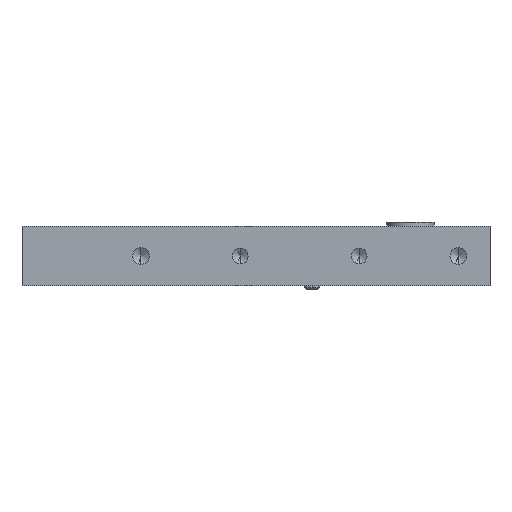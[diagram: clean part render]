
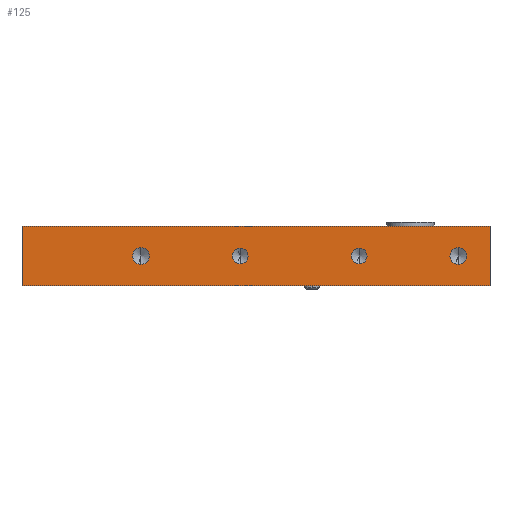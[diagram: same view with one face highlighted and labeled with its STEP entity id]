
A CAD part, front view. The second image highlights one B-rep face of the part: STEP entity #125.
In plain terms, the highlighted planar face has unit normal (0, -1, 0).
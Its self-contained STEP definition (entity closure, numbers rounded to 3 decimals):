
#38 = CARTESIAN_POINT ( 'NONE',  ( 33., -50.6, 7.5 ) ) ;
#44 = DIRECTION ( 'NONE',  ( 0., 0., -1. ) ) ;
#50 = EDGE_CURVE ( 'NONE', #429, #1645, #534, .T. ) ;
#85 = DIRECTION ( 'NONE',  ( 1., 0., 0. ) ) ;
#125 = ADVANCED_FACE ( 'NONE', ( #1846, #1461, #366, #1182, #2126 ), #325, .F. ) ;
#137 = DIRECTION ( 'NONE',  ( 0., -1., 0. ) ) ;
#144 = DIRECTION ( 'NONE',  ( 0., 0., -1. ) ) ;
#148 = EDGE_CURVE ( 'NONE', #1473, #816, #206, .T. ) ;
#151 = VERTEX_POINT ( 'NONE', #874 ) ;
#172 = CARTESIAN_POINT ( 'NONE',  ( -30., -50.6, 0. ) ) ;
#178 = ORIENTED_EDGE ( 'NONE', *, *, #1560, .T. ) ;
#181 = VECTOR ( 'NONE', #85, 1000. ) ;
#187 = CARTESIAN_POINT ( 'NONE',  ( -85., -50.6, 7.5 ) ) ;
#190 = CIRCLE ( 'NONE', #1690, 2.1 ) ;
#206 = LINE ( 'NONE', #187, #2238 ) ;
#253 = CARTESIAN_POINT ( 'NONE',  ( 0., -50.6, 0. ) ) ;
#270 = EDGE_LOOP ( 'NONE', ( #305, #1939 ) ) ;
#274 = EDGE_LOOP ( 'NONE', ( #1432, #394 ) ) ;
#278 = CARTESIAN_POINT ( 'NONE',  ( 25., -50.6, 0. ) ) ;
#280 = DIRECTION ( 'NONE',  ( 0., 0., -1. ) ) ;
#291 = AXIS2_PLACEMENT_3D ( 'NONE', #488, #1166, #1895 ) ;
#305 = ORIENTED_EDGE ( 'NONE', *, *, #331, .F. ) ;
#311 = CARTESIAN_POINT ( 'NONE',  ( -30., -50.6, 2. ) ) ;
#325 = PLANE ( 'NONE',  #2246 ) ;
#331 = EDGE_CURVE ( 'NONE', #675, #151, #1253, .T. ) ;
#359 = LINE ( 'NONE', #667, #1426 ) ;
#363 = ORIENTED_EDGE ( 'NONE', *, *, #1369, .F. ) ;
#366 = FACE_BOUND ( 'NONE', #487, .T. ) ;
#371 = CARTESIAN_POINT ( 'NONE',  ( 0., -50.6, 2. ) ) ;
#394 = ORIENTED_EDGE ( 'NONE', *, *, #798, .F. ) ;
#398 = VECTOR ( 'NONE', #144, 1000. ) ;
#410 = CARTESIAN_POINT ( 'NONE',  ( 25., -50.6, -2.1 ) ) ;
#429 = VERTEX_POINT ( 'NONE', #410 ) ;
#456 = AXIS2_PLACEMENT_3D ( 'NONE', #1296, #2158, #1999 ) ;
#464 = CARTESIAN_POINT ( 'NONE',  ( -55., -50.6, -2.1 ) ) ;
#487 = EDGE_LOOP ( 'NONE', ( #1138, #363 ) ) ;
#488 = CARTESIAN_POINT ( 'NONE',  ( -30., -50.6, 0. ) ) ;
#507 = DIRECTION ( 'NONE',  ( 0., 0., 1. ) ) ;
#534 = CIRCLE ( 'NONE', #1092, 2.1 ) ;
#570 = AXIS2_PLACEMENT_3D ( 'NONE', #253, #1125, #1478 ) ;
#622 = EDGE_CURVE ( 'NONE', #1934, #1543, #833, .T. ) ;
#639 = CARTESIAN_POINT ( 'NONE',  ( 25., -50.6, 0. ) ) ;
#667 = CARTESIAN_POINT ( 'NONE',  ( 33., -50.6, 7.5 ) ) ;
#675 = VERTEX_POINT ( 'NONE', #464 ) ;
#756 = CARTESIAN_POINT ( 'NONE',  ( 0., -50.6, -2. ) ) ;
#785 = EDGE_CURVE ( 'NONE', #1543, #1934, #1535, .T. ) ;
#798 = EDGE_CURVE ( 'NONE', #2174, #1387, #2115, .T. ) ;
#816 = VERTEX_POINT ( 'NONE', #38 ) ;
#827 = CARTESIAN_POINT ( 'NONE',  ( -85., -50.6, 7.5 ) ) ;
#829 = EDGE_LOOP ( 'NONE', ( #1950, #1628 ) ) ;
#833 = CIRCLE ( 'NONE', #291, 2. ) ;
#847 = CARTESIAN_POINT ( 'NONE',  ( -85., -50.6, 7.5 ) ) ;
#874 = CARTESIAN_POINT ( 'NONE',  ( -55., -50.6, 2.1 ) ) ;
#891 = DIRECTION ( 'NONE',  ( 0., 0., -1. ) ) ;
#957 = EDGE_CURVE ( 'NONE', #1387, #2174, #1315, .T. ) ;
#970 = CARTESIAN_POINT ( 'NONE',  ( -55., -50.6, 0. ) ) ;
#973 = EDGE_CURVE ( 'NONE', #1859, #2105, #1567, .T. ) ;
#992 = CARTESIAN_POINT ( 'NONE',  ( -30., -50.6, -2. ) ) ;
#1047 = DIRECTION ( 'NONE',  ( 1., 0., 0. ) ) ;
#1048 = ORIENTED_EDGE ( 'NONE', *, *, #148, .F. ) ;
#1092 = AXIS2_PLACEMENT_3D ( 'NONE', #278, #137, #1865 ) ;
#1104 = ORIENTED_EDGE ( 'NONE', *, *, #973, .T. ) ;
#1125 = DIRECTION ( 'NONE',  ( 0., -1., 0. ) ) ;
#1138 = ORIENTED_EDGE ( 'NONE', *, *, #50, .F. ) ;
#1166 = DIRECTION ( 'NONE',  ( 0., -1., 0. ) ) ;
#1182 = FACE_BOUND ( 'NONE', #270, .T. ) ;
#1251 = DIRECTION ( 'NONE',  ( 0., -1., 0. ) ) ;
#1253 = CIRCLE ( 'NONE', #456, 2.1 ) ;
#1296 = CARTESIAN_POINT ( 'NONE',  ( -55., -50.6, 0. ) ) ;
#1315 = CIRCLE ( 'NONE', #570, 2. ) ;
#1369 = EDGE_CURVE ( 'NONE', #1645, #429, #190, .T. ) ;
#1374 = DIRECTION ( 'NONE',  ( 0., 1., 0. ) ) ;
#1375 = CARTESIAN_POINT ( 'NONE',  ( 25., -50.6, 2.1 ) ) ;
#1387 = VERTEX_POINT ( 'NONE', #756 ) ;
#1396 = CARTESIAN_POINT ( 'NONE',  ( -85., -50.6, -7.5 ) ) ;
#1426 = VECTOR ( 'NONE', #2078, 1000. ) ;
#1432 = ORIENTED_EDGE ( 'NONE', *, *, #957, .F. ) ;
#1456 = CARTESIAN_POINT ( 'NONE',  ( -85., -50.6, -7.5 ) ) ;
#1461 = FACE_BOUND ( 'NONE', #829, .T. ) ;
#1473 = VERTEX_POINT ( 'NONE', #827 ) ;
#1478 = DIRECTION ( 'NONE',  ( 0., 0., -1. ) ) ;
#1500 = DIRECTION ( 'NONE',  ( 0., -1., 0. ) ) ;
#1502 = EDGE_CURVE ( 'NONE', #151, #675, #1827, .T. ) ;
#1535 = CIRCLE ( 'NONE', #1585, 2. ) ;
#1543 = VERTEX_POINT ( 'NONE', #311 ) ;
#1560 = EDGE_CURVE ( 'NONE', #1473, #1859, #2244, .T. ) ;
#1567 = LINE ( 'NONE', #1456, #181 ) ;
#1577 = CARTESIAN_POINT ( 'NONE',  ( 33., -50.6, -7.5 ) ) ;
#1585 = AXIS2_PLACEMENT_3D ( 'NONE', #172, #1947, #891 ) ;
#1628 = ORIENTED_EDGE ( 'NONE', *, *, #785, .F. ) ;
#1645 = VERTEX_POINT ( 'NONE', #1375 ) ;
#1667 = ORIENTED_EDGE ( 'NONE', *, *, #2067, .F. ) ;
#1672 = EDGE_LOOP ( 'NONE', ( #1104, #1667, #1048, #178 ) ) ;
#1673 = DIRECTION ( 'NONE',  ( 0., 0., -1. ) ) ;
#1690 = AXIS2_PLACEMENT_3D ( 'NONE', #639, #1866, #280 ) ;
#1800 = CARTESIAN_POINT ( 'NONE',  ( 0., -50.6, 0. ) ) ;
#1814 = AXIS2_PLACEMENT_3D ( 'NONE', #970, #1500, #1673 ) ;
#1827 = CIRCLE ( 'NONE', #1814, 2.1 ) ;
#1846 = FACE_BOUND ( 'NONE', #274, .T. ) ;
#1859 = VERTEX_POINT ( 'NONE', #1396 ) ;
#1865 = DIRECTION ( 'NONE',  ( 0., 0., -1. ) ) ;
#1866 = DIRECTION ( 'NONE',  ( 0., -1., 0. ) ) ;
#1895 = DIRECTION ( 'NONE',  ( 0., 0., -1. ) ) ;
#1934 = VERTEX_POINT ( 'NONE', #992 ) ;
#1939 = ORIENTED_EDGE ( 'NONE', *, *, #1502, .F. ) ;
#1947 = DIRECTION ( 'NONE',  ( 0., -1., 0. ) ) ;
#1950 = ORIENTED_EDGE ( 'NONE', *, *, #622, .F. ) ;
#1954 = AXIS2_PLACEMENT_3D ( 'NONE', #1800, #1251, #44 ) ;
#1999 = DIRECTION ( 'NONE',  ( 0., 0., -1. ) ) ;
#2067 = EDGE_CURVE ( 'NONE', #816, #2105, #359, .T. ) ;
#2078 = DIRECTION ( 'NONE',  ( 0., 0., -1. ) ) ;
#2105 = VERTEX_POINT ( 'NONE', #1577 ) ;
#2115 = CIRCLE ( 'NONE', #1954, 2. ) ;
#2126 = FACE_OUTER_BOUND ( 'NONE', #1672, .T. ) ;
#2158 = DIRECTION ( 'NONE',  ( 0., -1., 0. ) ) ;
#2174 = VERTEX_POINT ( 'NONE', #371 ) ;
#2238 = VECTOR ( 'NONE', #1047, 1000. ) ;
#2244 = LINE ( 'NONE', #847, #398 ) ;
#2246 = AXIS2_PLACEMENT_3D ( 'NONE', #2259, #1374, #507 ) ;
#2259 = CARTESIAN_POINT ( 'NONE',  ( -85., -50.6, 7.5 ) ) ;
